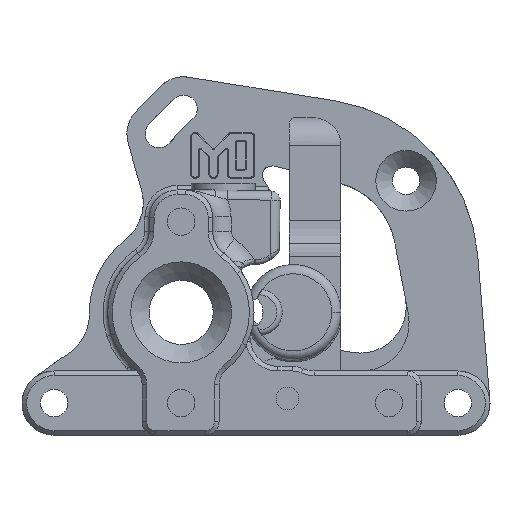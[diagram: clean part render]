
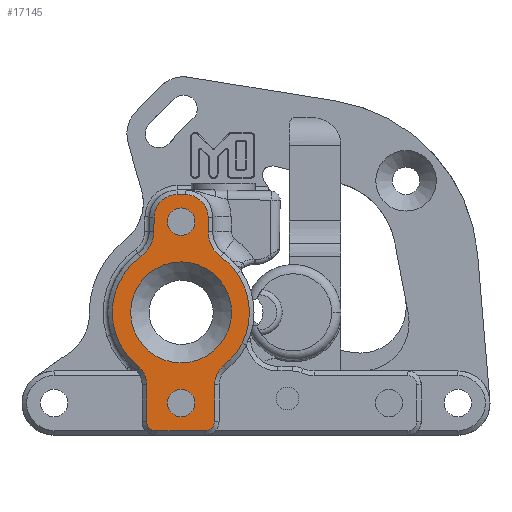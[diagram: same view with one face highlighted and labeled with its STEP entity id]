
A CAD part, front view. The second image highlights one B-rep face of the part: STEP entity #17145.
In plain terms, the highlighted face is planar.
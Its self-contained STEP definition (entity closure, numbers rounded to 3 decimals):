
#16642 = VERTEX_POINT('',#16643);
#16643 = CARTESIAN_POINT('',(-12.374,5.104,32.268));
#16649 = EDGE_CURVE('',#16642,#16642,#16650,.T.);
#16650 = CIRCLE('',#16651,1.5);
#16651 = AXIS2_PLACEMENT_3D('',#16652,#16653,#16654);
#16652 = CARTESIAN_POINT('',(-13.874,5.104,32.268));
#16653 = DIRECTION('',(0.,0.,1.));
#16654 = DIRECTION('',(1.,0.,0.));
#16692 = VERTEX_POINT('',#16693);
#16693 = CARTESIAN_POINT('',(-12.374,-14.664,32.268));
#16699 = EDGE_CURVE('',#16692,#16692,#16700,.T.);
#16700 = CIRCLE('',#16701,1.5);
#16701 = AXIS2_PLACEMENT_3D('',#16702,#16703,#16704);
#16702 = CARTESIAN_POINT('',(-13.874,-14.664,32.268));
#16703 = DIRECTION('',(0.,0.,1.));
#16704 = DIRECTION('',(1.,0.,0.));
#17145 = ADVANCED_FACE('',(#17146,#17322,#17325,#17336),#17339,.T.);
#17146 = FACE_BOUND('',#17147,.T.);
#17147 = EDGE_LOOP('',(#17148,#17158,#17167,#17175,#17184,#17193,#17202,
    #17211,#17220,#17228,#17237,#17245,#17254,#17262,#17271,#17280,
    #17289,#17298,#17307,#17315));
#17148 = ORIENTED_EDGE('',*,*,#17149,.T.);
#17149 = EDGE_CURVE('',#17150,#17152,#17154,.T.);
#17150 = VERTEX_POINT('',#17151);
#17151 = CARTESIAN_POINT('',(-16.624,-17.664,32.268));
#17152 = VERTEX_POINT('',#17153);
#17153 = CARTESIAN_POINT('',(-11.236,-17.664,
    32.268));
#17154 = LINE('',#17155,#17156);
#17155 = CARTESIAN_POINT('',(-16.624,-17.664,32.268));
#17156 = VECTOR('',#17157,1.);
#17157 = DIRECTION('',(1.,0.,0.));
#17158 = ORIENTED_EDGE('',*,*,#17159,.T.);
#17159 = EDGE_CURVE('',#17152,#17160,#17162,.T.);
#17160 = VERTEX_POINT('',#17161);
#17161 = CARTESIAN_POINT('',(-10.236,-16.664,
    32.268));
#17162 = CIRCLE('',#17163,1.);
#17163 = AXIS2_PLACEMENT_3D('',#17164,#17165,#17166);
#17164 = CARTESIAN_POINT('',(-11.236,-16.664,
    32.268));
#17165 = DIRECTION('',(0.,0.,1.));
#17166 = DIRECTION('',(0.,-1.,0.));
#17167 = ORIENTED_EDGE('',*,*,#17168,.T.);
#17168 = EDGE_CURVE('',#17160,#17169,#17171,.T.);
#17169 = VERTEX_POINT('',#17170);
#17170 = CARTESIAN_POINT('',(-10.236,-12.666,
    32.268));
#17171 = LINE('',#17172,#17173);
#17172 = CARTESIAN_POINT('',(-10.236,-16.664,
    32.268));
#17173 = VECTOR('',#17174,1.);
#17174 = DIRECTION('',(0.,1.,0.));
#17175 = ORIENTED_EDGE('',*,*,#17176,.T.);
#17176 = EDGE_CURVE('',#17169,#17177,#17179,.T.);
#17177 = VERTEX_POINT('',#17178);
#17178 = CARTESIAN_POINT('',(-9.233,-10.598,
    32.268));
#17179 = CIRCLE('',#17180,2.663);
#17180 = AXIS2_PLACEMENT_3D('',#17181,#17182,#17183);
#17181 = CARTESIAN_POINT('',(-7.573,-12.68,
    32.268));
#17182 = DIRECTION('',(0.,0.,-1.));
#17183 = DIRECTION('',(-1.,0.007,
    0.));
#17184 = ORIENTED_EDGE('',*,*,#17185,.T.);
#17185 = EDGE_CURVE('',#17177,#17186,#17188,.T.);
#17186 = VERTEX_POINT('',#17187);
#17187 = CARTESIAN_POINT('',(-7.222,-8.118,
    32.268));
#17188 = CIRCLE('',#17189,7.442);
#17189 = AXIS2_PLACEMENT_3D('',#17190,#17191,#17192);
#17190 = CARTESIAN_POINT('',(-13.874,-4.78,32.268));
#17191 = DIRECTION('',(0.,0.,1.));
#17192 = DIRECTION('',(0.624,-0.782,
    0.));
#17193 = ORIENTED_EDGE('',*,*,#17194,.T.);
#17194 = EDGE_CURVE('',#17186,#17195,#17197,.T.);
#17195 = VERTEX_POINT('',#17196);
#17196 = CARTESIAN_POINT('',(-7.749,-0.553,
    32.268));
#17197 = CIRCLE('',#17198,7.442);
#17198 = AXIS2_PLACEMENT_3D('',#17199,#17200,#17201);
#17199 = CARTESIAN_POINT('',(-13.874,-4.78,32.268));
#17200 = DIRECTION('',(0.,0.,1.));
#17201 = DIRECTION('',(0.894,-0.449,
    0.));
#17202 = ORIENTED_EDGE('',*,*,#17203,.T.);
#17203 = EDGE_CURVE('',#17195,#17204,#17206,.T.);
#17204 = VERTEX_POINT('',#17205);
#17205 = CARTESIAN_POINT('',(-9.553,1.28,
    32.268));
#17206 = CIRCLE('',#17207,7.442);
#17207 = AXIS2_PLACEMENT_3D('',#17208,#17209,#17210);
#17208 = CARTESIAN_POINT('',(-13.874,-4.78,32.268));
#17209 = DIRECTION('',(0.,0.,1.));
#17210 = DIRECTION('',(0.823,0.568,0.)
  );
#17211 = ORIENTED_EDGE('',*,*,#17212,.T.);
#17212 = EDGE_CURVE('',#17204,#17213,#17215,.T.);
#17213 = VERTEX_POINT('',#17214);
#17214 = CARTESIAN_POINT('',(-10.93,4.008,
    32.268));
#17215 = CIRCLE('',#17216,3.392);
#17216 = AXIS2_PLACEMENT_3D('',#17217,#17218,#17219);
#17217 = CARTESIAN_POINT('',(-7.539,4.008,
    32.268));
#17218 = DIRECTION('',(0.,0.,-1.));
#17219 = DIRECTION('',(-0.596,-0.803,
    0.));
#17220 = ORIENTED_EDGE('',*,*,#17221,.T.);
#17221 = EDGE_CURVE('',#17213,#17222,#17224,.T.);
#17222 = VERTEX_POINT('',#17223);
#17223 = CARTESIAN_POINT('',(-10.93,5.556,
    32.268));
#17224 = LINE('',#17225,#17226);
#17225 = CARTESIAN_POINT('',(-10.93,4.008,
    32.268));
#17226 = VECTOR('',#17227,1.);
#17227 = DIRECTION('',(0.,1.,0.));
#17228 = ORIENTED_EDGE('',*,*,#17229,.T.);
#17229 = EDGE_CURVE('',#17222,#17230,#17232,.T.);
#17230 = VERTEX_POINT('',#17231);
#17231 = CARTESIAN_POINT('',(-13.43,8.056,
    32.268));
#17232 = CIRCLE('',#17233,2.5);
#17233 = AXIS2_PLACEMENT_3D('',#17234,#17235,#17236);
#17234 = CARTESIAN_POINT('',(-13.43,5.556,
    32.268));
#17235 = DIRECTION('',(0.,0.,1.));
#17236 = DIRECTION('',(1.,0.,0.));
#17237 = ORIENTED_EDGE('',*,*,#17238,.T.);
#17238 = EDGE_CURVE('',#17230,#17239,#17241,.T.);
#17239 = VERTEX_POINT('',#17240);
#17240 = CARTESIAN_POINT('',(-14.318,8.056,
    32.268));
#17241 = LINE('',#17242,#17243);
#17242 = CARTESIAN_POINT('',(-13.43,8.056,
    32.268));
#17243 = VECTOR('',#17244,1.);
#17244 = DIRECTION('',(-1.,-0.,0.));
#17245 = ORIENTED_EDGE('',*,*,#17246,.T.);
#17246 = EDGE_CURVE('',#17239,#17247,#17249,.T.);
#17247 = VERTEX_POINT('',#17248);
#17248 = CARTESIAN_POINT('',(-16.817,5.601,
    32.268));
#17249 = CIRCLE('',#17250,2.5);
#17250 = AXIS2_PLACEMENT_3D('',#17251,#17252,#17253);
#17251 = CARTESIAN_POINT('',(-14.318,5.556,
    32.268));
#17252 = DIRECTION('',(0.,0.,1.));
#17253 = DIRECTION('',(0.,1.,0.));
#17254 = ORIENTED_EDGE('',*,*,#17255,.T.);
#17255 = EDGE_CURVE('',#17247,#17256,#17258,.T.);
#17256 = VERTEX_POINT('',#17257);
#17257 = CARTESIAN_POINT('',(-16.845,4.053,
    32.268));
#17258 = LINE('',#17259,#17260);
#17259 = CARTESIAN_POINT('',(-16.817,5.601,
    32.268));
#17260 = VECTOR('',#17261,1.);
#17261 = DIRECTION('',(-0.018,-1.,0.));
#17262 = ORIENTED_EDGE('',*,*,#17263,.T.);
#17263 = EDGE_CURVE('',#17256,#17264,#17266,.T.);
#17264 = VERTEX_POINT('',#17265);
#17265 = CARTESIAN_POINT('',(-18.286,1.285,
    32.268));
#17266 = CIRCLE('',#17267,3.5);
#17267 = AXIS2_PLACEMENT_3D('',#17268,#17269,#17270);
#17268 = CARTESIAN_POINT('',(-20.345,4.116,
    32.268));
#17269 = DIRECTION('',(0.,0.,-1.));
#17270 = DIRECTION('',(1.,-0.018,
    0.));
#17271 = ORIENTED_EDGE('',*,*,#17272,.T.);
#17272 = EDGE_CURVE('',#17264,#17273,#17275,.T.);
#17273 = VERTEX_POINT('',#17274);
#17274 = CARTESIAN_POINT('',(-21.01,-7.087,
    32.268));
#17275 = CIRCLE('',#17276,7.5);
#17276 = AXIS2_PLACEMENT_3D('',#17277,#17278,#17279);
#17277 = CARTESIAN_POINT('',(-13.874,-4.78,32.268));
#17278 = DIRECTION('',(0.,0.,1.));
#17279 = DIRECTION('',(-0.588,0.809,0.
    ));
#17280 = ORIENTED_EDGE('',*,*,#17281,.T.);
#17281 = EDGE_CURVE('',#17273,#17282,#17284,.T.);
#17282 = VERTEX_POINT('',#17283);
#17283 = CARTESIAN_POINT('',(-18.607,-10.598,
    32.268));
#17284 = CIRCLE('',#17285,7.5);
#17285 = AXIS2_PLACEMENT_3D('',#17286,#17287,#17288);
#17286 = CARTESIAN_POINT('',(-13.874,-4.78,32.268));
#17287 = DIRECTION('',(0.,0.,1.));
#17288 = DIRECTION('',(-0.952,-0.308,
    0.));
#17289 = ORIENTED_EDGE('',*,*,#17290,.T.);
#17290 = EDGE_CURVE('',#17282,#17291,#17293,.T.);
#17291 = VERTEX_POINT('',#17292);
#17292 = CARTESIAN_POINT('',(-18.369,-10.817,
    32.268));
#17293 = CIRCLE('',#17294,2.663);
#17294 = AXIS2_PLACEMENT_3D('',#17295,#17296,#17297);
#17295 = CARTESIAN_POINT('',(-20.287,-12.664,
    32.268));
#17296 = DIRECTION('',(0.,0.,-1.));
#17297 = DIRECTION('',(0.631,0.776,0.)
  );
#17298 = ORIENTED_EDGE('',*,*,#17299,.T.);
#17299 = EDGE_CURVE('',#17291,#17300,#17302,.T.);
#17300 = VERTEX_POINT('',#17301);
#17301 = CARTESIAN_POINT('',(-17.624,-12.664,32.268));
#17302 = CIRCLE('',#17303,2.663);
#17303 = AXIS2_PLACEMENT_3D('',#17304,#17305,#17306);
#17304 = CARTESIAN_POINT('',(-20.287,-12.664,
    32.268));
#17305 = DIRECTION('',(0.,0.,-1.));
#17306 = DIRECTION('',(0.72,0.694,0.)
  );
#17307 = ORIENTED_EDGE('',*,*,#17308,.T.);
#17308 = EDGE_CURVE('',#17300,#17309,#17311,.T.);
#17309 = VERTEX_POINT('',#17310);
#17310 = CARTESIAN_POINT('',(-17.624,-16.664,32.268));
#17311 = LINE('',#17312,#17313);
#17312 = CARTESIAN_POINT('',(-17.624,-12.664,32.268));
#17313 = VECTOR('',#17314,1.);
#17314 = DIRECTION('',(0.,-1.,0.));
#17315 = ORIENTED_EDGE('',*,*,#17316,.T.);
#17316 = EDGE_CURVE('',#17309,#17150,#17317,.T.);
#17317 = CIRCLE('',#17318,1.);
#17318 = AXIS2_PLACEMENT_3D('',#17319,#17320,#17321);
#17319 = CARTESIAN_POINT('',(-16.624,-16.664,32.268));
#17320 = DIRECTION('',(0.,0.,1.));
#17321 = DIRECTION('',(-1.,0.,0.));
#17322 = FACE_BOUND('',#17323,.T.);
#17323 = EDGE_LOOP('',(#17324));
#17324 = ORIENTED_EDGE('',*,*,#16699,.F.);
#17325 = FACE_BOUND('',#17326,.T.);
#17326 = EDGE_LOOP('',(#17327));
#17327 = ORIENTED_EDGE('',*,*,#17328,.F.);
#17328 = EDGE_CURVE('',#17329,#17329,#17331,.T.);
#17329 = VERTEX_POINT('',#17330);
#17330 = CARTESIAN_POINT('',(-8.374,-4.78,32.268));
#17331 = CIRCLE('',#17332,5.5);
#17332 = AXIS2_PLACEMENT_3D('',#17333,#17334,#17335);
#17333 = CARTESIAN_POINT('',(-13.874,-4.78,32.268));
#17334 = DIRECTION('',(0.,0.,1.));
#17335 = DIRECTION('',(1.,0.,0.));
#17336 = FACE_BOUND('',#17337,.T.);
#17337 = EDGE_LOOP('',(#17338));
#17338 = ORIENTED_EDGE('',*,*,#16649,.F.);
#17339 = PLANE('',#17340);
#17340 = AXIS2_PLACEMENT_3D('',#17341,#17342,#17343);
#17341 = CARTESIAN_POINT('',(-13.898,-5.394,
    32.268));
#17342 = DIRECTION('',(0.,0.,1.));
#17343 = DIRECTION('',(0.,1.,0.));
